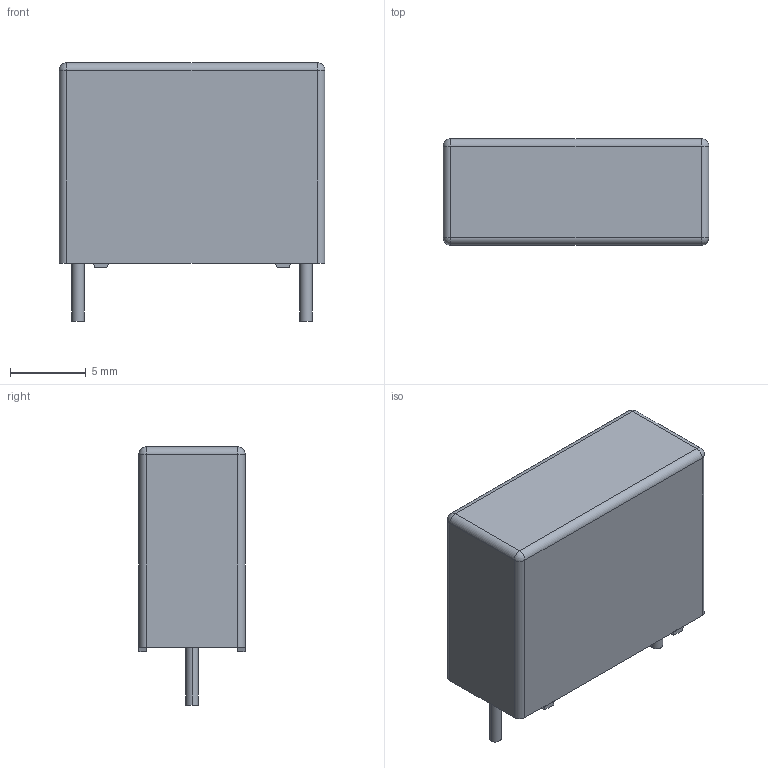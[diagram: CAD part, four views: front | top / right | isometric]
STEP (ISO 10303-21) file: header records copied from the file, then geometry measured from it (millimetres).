
FILE_DESCRIPTION((''),'2;1');
FILE_NAME('CAPR1500-700X1750X1350.stp','2013-07-03T16:58:42',(''),(''),'Mechanical Desktop 2011','Mechanical Desktop 2011',', , ');
FILE_SCHEMA(('AUTOMOTIVE_DESIGN { 1 2 10303 214 1 1 1 1 }'));
Length unit declared in the file: millimetre
Products named in the file (1): Product
Bounding box: 17.5 x 7 x 17 mm (x, y, z)
Volume: 1616 mm3; surface area: 897.7 mm2
Topology: 7 solids, 7 shells, 50 faces, 100 edges, 60 vertices
Faces by surface type: plane 34, cylinder 12, sphere 4
Entity records: 1294 total; most frequent: DIRECTION 222, CARTESIAN_POINT 207, ORIENTED_EDGE 192, EDGE_CURVE 96, AXIS2_PLACEMENT_3D 75, VECTOR 72, LINE 72, VERTEX_POINT 60
